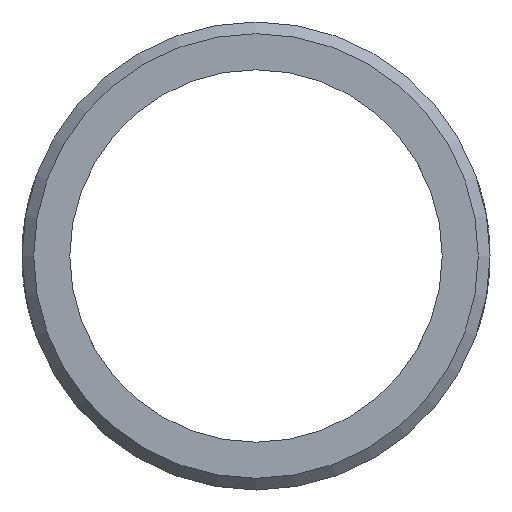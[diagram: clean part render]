
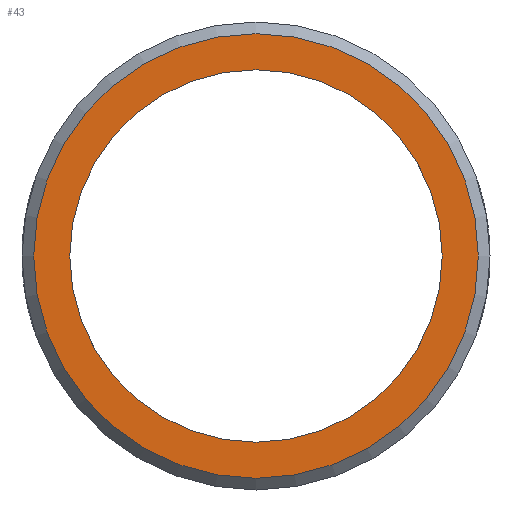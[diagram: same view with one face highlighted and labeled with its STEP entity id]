
A CAD part, front view. The second image highlights one B-rep face of the part: STEP entity #43.
In plain terms, the highlighted planar face has unit normal (0, -1, 0).
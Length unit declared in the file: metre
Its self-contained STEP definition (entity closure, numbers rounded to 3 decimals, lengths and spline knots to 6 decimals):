
#43 = ADVANCED_FACE( '', ( #81, #82 ), #83, .F. );
#81 = FACE_OUTER_BOUND( '', #128, .T. );
#82 = FACE_BOUND( '', #129, .T. );
#83 = PLANE( '', #130 );
#128 = EDGE_LOOP( '', ( #170 ) );
#129 = EDGE_LOOP( '', ( #171 ) );
#130 = AXIS2_PLACEMENT_3D( '', #172, #173, #174 );
#170 = ORIENTED_EDGE( '', *, *, #219, .T. );
#171 = ORIENTED_EDGE( '', *, *, #220, .F. );
#172 = CARTESIAN_POINT( '', ( 0., 0., 0. ) );
#173 = DIRECTION( '', ( 0., 1., 0. ) );
#174 = DIRECTION( '', ( 0., 0., 1. ) );
#219 = EDGE_CURVE( '', #239, #239, #240, .F. );
#220 = EDGE_CURVE( '', #241, #241, #242, .T. );
#239 = VERTEX_POINT( '', #267 );
#240 = CIRCLE( '', #268, 0.0095 );
#241 = VERTEX_POINT( '', #269 );
#242 = CIRCLE( '', #270, 0.007959 );
#267 = CARTESIAN_POINT( '', ( 0., 0., 0.0095 ) );
#268 = AXIS2_PLACEMENT_3D( '', #543, #544, #545 );
#269 = CARTESIAN_POINT( '', ( 0.007959, 0., 0. ) );
#270 = AXIS2_PLACEMENT_3D( '', #546, #547, #548 );
#543 = CARTESIAN_POINT( '', ( 0., 0., 0. ) );
#544 = DIRECTION( '', ( 0., 1., 0. ) );
#545 = DIRECTION( '', ( 0., 0., 1. ) );
#546 = CARTESIAN_POINT( '', ( 0., 0., 0. ) );
#547 = DIRECTION( '', ( 0., -1., 0. ) );
#548 = DIRECTION( '', ( 1., 0., 0. ) );
